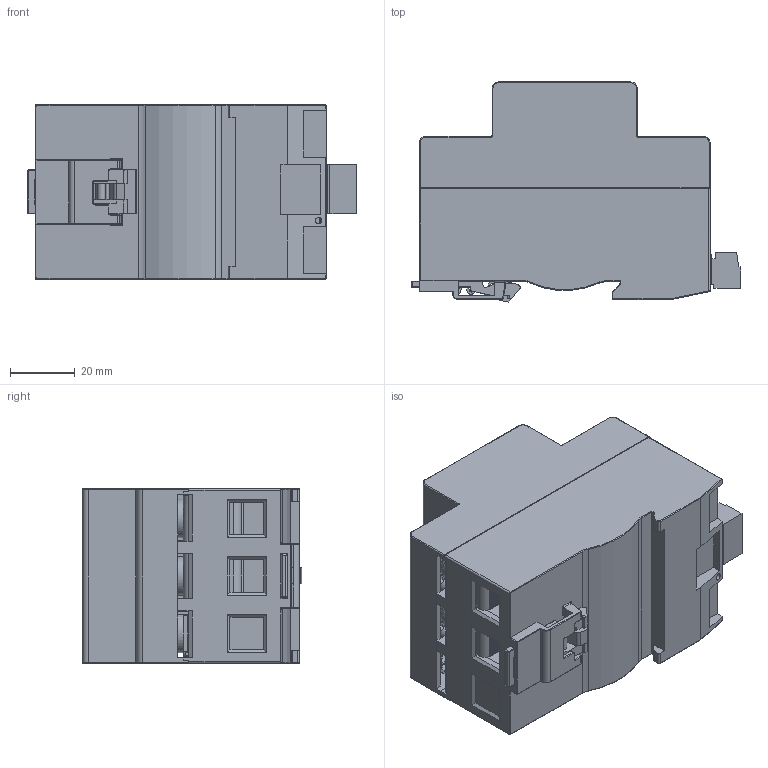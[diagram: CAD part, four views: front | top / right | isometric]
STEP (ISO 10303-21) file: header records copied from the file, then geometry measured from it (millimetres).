
FILE_DESCRIPTION(/* description */ ('ESP 690/12.5/WT - Surge Protector'),/* implementation_level */ '2;1');
FILE_NAME(/* name */ 'ESP 690-12.5-WT.stp',/* time_stamp */ '2014-06-02T16:28:28+01:00',/* author */ ('N. Brown'),/* organization */ ('W.J. Furse'),/* preprocessor_version */ 'ST-DEVELOPER v15.2',/* originating_system */ 'Autodesk Inventor 2014',/* authorisation */ '');
FILE_SCHEMA (('AUTOMOTIVE_DESIGN { 1 0 10303 214 3 1 1 }'));
Products named in the file (1): ESP 690-12.5-WT
Bounding box: 102 x 68.1 x 54 mm (x, y, z)
Volume: 61610.8 mm3; surface area: 74856.8 mm2
Topology: 1 solids, 7 shells, 2247 faces, 6255 edges, 4064 vertices
Faces by surface type: plane 1537, cylinder 372, bspline 160, torus 108, cone 61, sphere 9
Full cylindrical faces by diameter (mm): 2 x7, 2.1 x3, 2.5 x6, 2.9 x3, 3.5 x3, 4.7 x3, 5 x3, 5.459 x3, 5.5 x3, 6 x9, 6.2 x3, 8 x4, 9.2 x4, 10.5 x4
Entity records: 77339 total; most frequent: CARTESIAN_POINT 18730, ORIENTED_EDGE 12110, DIRECTION 10860, EDGE_CURVE 6053, LINE 4620, VECTOR 4620, VERTEX_POINT 3911, AXIS2_PLACEMENT_3D 3120
